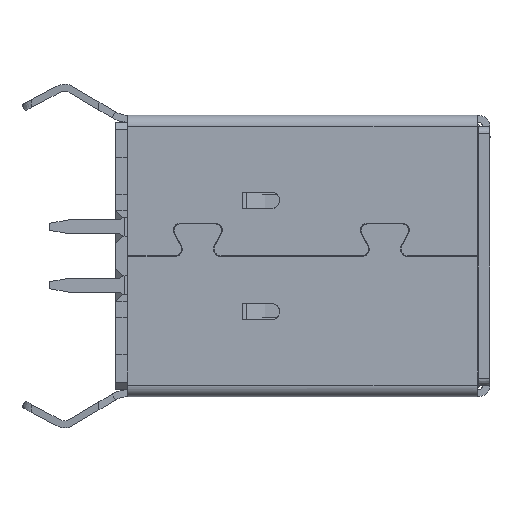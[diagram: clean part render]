
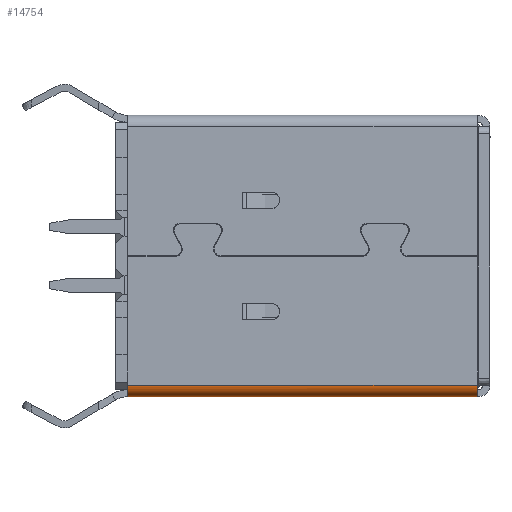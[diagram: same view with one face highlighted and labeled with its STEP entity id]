
A CAD part, front view. The second image highlights one B-rep face of the part: STEP entity #14754.
In plain terms, the highlighted free-form (B-spline) face has degree [1, 3] with [2, 4] control points.
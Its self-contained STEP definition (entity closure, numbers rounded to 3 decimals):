
#88 = CARTESIAN_POINT ( 'NONE',  ( -7.35, -5.99, 0.2 ) ) ;
#460 = CARTESIAN_POINT ( 'NONE',  ( 7.6, -5.751, -0.246 ) ) ;
#969 = CARTESIAN_POINT ( 'NONE',  ( -7.35, -5.939, -0.059 ) ) ;
#2723 = CARTESIAN_POINT ( 'NONE',  ( -7.35, -5.751, -0.247 ) ) ;
#3042 = ORIENTED_EDGE ( 'NONE', *, *, #22671, .F. ) ;
#3841 = EDGE_CURVE ( 'NONE', #10538, #28998, #13503, .T. ) ;
#3915 = CARTESIAN_POINT ( 'NONE',  ( -7.35, -5.99, 0.2 ) ) ;
#4624 = EDGE_CURVE ( 'NONE', #33606, #19408, #11840, .T. ) ;
#5063 = EDGE_LOOP ( 'NONE', ( #12362, #29762, #40490, #3042, #21684 ) ) ;
#9087 = CARTESIAN_POINT ( 'NONE',  ( 7.6, -5.49, -0.3 ) ) ;
#9708 = CARTESIAN_POINT ( 'NONE',  ( -7.35, -5.621, -0.301 ) ) ;
#10538 = VERTEX_POINT ( 'NONE', #88 ) ;
#10846 = CARTESIAN_POINT ( 'NONE',  ( 7.6, -5.936, -0.061 ) ) ;
#10862 = CARTESIAN_POINT ( 'NONE',  ( -7.35, -5.49, -0.3 ) ) ;
#11840 = B_SPLINE_CURVE_WITH_KNOTS ( 'NONE', 3,
 ( #33224, #9708, #2723, #40621 ),
 .UNSPECIFIED., .F., .F.,
 ( 4, 4 ),
 ( 0., 0.785 ),
 .UNSPECIFIED. ) ;
#12362 = ORIENTED_EDGE ( 'NONE', *, *, #21362, .T. ) ;
#13145 = VERTEX_POINT ( 'NONE', #32702 ) ;
#13503 = B_SPLINE_CURVE_WITH_KNOTS ( 'NONE', 1,
 ( #3915, #14008 ),
 .UNSPECIFIED., .F., .F.,
 ( 2, 2 ),
 ( 0., 1. ),
 .UNSPECIFIED. ) ;
#14008 = CARTESIAN_POINT ( 'NONE',  ( 7.6, -5.99, 0.2 ) ) ;
#14358 =( BOUNDED_CURVE ( )  B_SPLINE_CURVE ( 3, ( #32156, #39031, #969, #34999 ),
 .UNSPECIFIED., .F., .F. ) 
 B_SPLINE_CURVE_WITH_KNOTS ( ( 4, 4 ),
 ( 0., 0.785 ),
 .UNSPECIFIED. ) 
 CURVE ( )  GEOMETRIC_REPRESENTATION_ITEM ( )  RATIONAL_B_SPLINE_CURVE ( ( 1., 0.949, 0.949, 1. ) ) 
 REPRESENTATION_ITEM ( '' )  );
#14515 = CARTESIAN_POINT ( 'NONE',  ( 7.6, -5.621, -0.3 ) ) ;
#14754 = ADVANCED_FACE ( 'NONE', ( #31446 ), #33532, .F. ) ;
#16339 = CARTESIAN_POINT ( 'NONE',  ( -7.35, -5.49, -0.3 ) ) ;
#16424 = CARTESIAN_POINT ( 'NONE',  ( -7.35, -5.49, -0.3 ) ) ;
#19237 = CARTESIAN_POINT ( 'NONE',  ( 7.6, -5.49, -0.3 ) ) ;
#19408 = VERTEX_POINT ( 'NONE', #34921 ) ;
#19963 = CARTESIAN_POINT ( 'NONE',  ( -7.35, -5.783, -0.3 ) ) ;
#20126 = CARTESIAN_POINT ( 'NONE',  ( 7.6, -5.99, 0.2 ) ) ;
#21362 = EDGE_CURVE ( 'NONE', #10538, #19408, #14358, .T. ) ;
#21684 = ORIENTED_EDGE ( 'NONE', *, *, #3841, .F. ) ;
#22671 = EDGE_CURVE ( 'NONE', #28998, #13145, #31531, .T. ) ;
#23439 = CARTESIAN_POINT ( 'NONE',  ( 7.6, -5.783, -0.3 ) ) ;
#24033 = B_SPLINE_CURVE_WITH_KNOTS ( 'NONE', 1,
 ( #16339, #9087 ),
 .UNSPECIFIED., .F., .F.,
 ( 2, 2 ),
 ( 0., 1. ),
 .UNSPECIFIED. ) ;
#28998 = VERTEX_POINT ( 'NONE', #39849 ) ;
#29762 = ORIENTED_EDGE ( 'NONE', *, *, #4624, .F. ) ;
#30543 = CARTESIAN_POINT ( 'NONE',  ( 7.6, -5.99, -0.093 ) ) ;
#31446 = FACE_OUTER_BOUND ( 'NONE', #5063, .T. ) ;
#31531 = B_SPLINE_CURVE_WITH_KNOTS ( 'NONE', 3,
 ( #34350, #37954, #10846, #460, #14515, #34938 ),
 .UNSPECIFIED., .F., .F.,
 ( 4, 2, 4 ),
 ( 0., 0.785, 1.571 ),
 .UNSPECIFIED. ) ;
#32156 = CARTESIAN_POINT ( 'NONE',  ( -7.35, -5.99, 0.2 ) ) ;
#32702 = CARTESIAN_POINT ( 'NONE',  ( 7.6, -5.49, -0.3 ) ) ;
#33224 = CARTESIAN_POINT ( 'NONE',  ( -7.35, -5.49, -0.3 ) ) ;
#33532 =( BOUNDED_SURFACE ( )  B_SPLINE_SURFACE ( 1, 3, ( 
 ( #19237, #23439, #30543, #20126 ),
 ( #16424, #19963, #37168, #40387 ) ),
 .UNSPECIFIED., .F., .F., .F. ) 
 B_SPLINE_SURFACE_WITH_KNOTS ( ( 2, 2 ),
 ( 4, 4 ),
 ( 0.019, 0.981 ),
 ( 0., 1. ),
 .UNSPECIFIED. ) 
 GEOMETRIC_REPRESENTATION_ITEM ( )  RATIONAL_B_SPLINE_SURFACE ( (
 ( 1., 0.805, 0.805, 1.),
 ( 1., 0.805, 0.805, 1.) ) ) 
 REPRESENTATION_ITEM ( '' )  SURFACE ( )  );
#33606 = VERTEX_POINT ( 'NONE', #10862 ) ;
#34350 = CARTESIAN_POINT ( 'NONE',  ( 7.6, -5.99, 0.2 ) ) ;
#34921 = CARTESIAN_POINT ( 'NONE',  ( -7.35, -5.844, -0.154 ) ) ;
#34938 = CARTESIAN_POINT ( 'NONE',  ( 7.6, -5.49, -0.3 ) ) ;
#34999 = CARTESIAN_POINT ( 'NONE',  ( -7.35, -5.844, -0.154 ) ) ;
#37168 = CARTESIAN_POINT ( 'NONE',  ( -7.35, -5.99, -0.093 ) ) ;
#37713 = EDGE_CURVE ( 'NONE', #33606, #13145, #24033, .T. ) ;
#37954 = CARTESIAN_POINT ( 'NONE',  ( 7.6, -5.99, 0.069 ) ) ;
#39031 = CARTESIAN_POINT ( 'NONE',  ( -7.35, -5.99, 0.066 ) ) ;
#39849 = CARTESIAN_POINT ( 'NONE',  ( 7.6, -5.99, 0.2 ) ) ;
#40387 = CARTESIAN_POINT ( 'NONE',  ( -7.35, -5.99, 0.2 ) ) ;
#40490 = ORIENTED_EDGE ( 'NONE', *, *, #37713, .T. ) ;
#40621 = CARTESIAN_POINT ( 'NONE',  ( -7.35, -5.844, -0.154 ) ) ;
